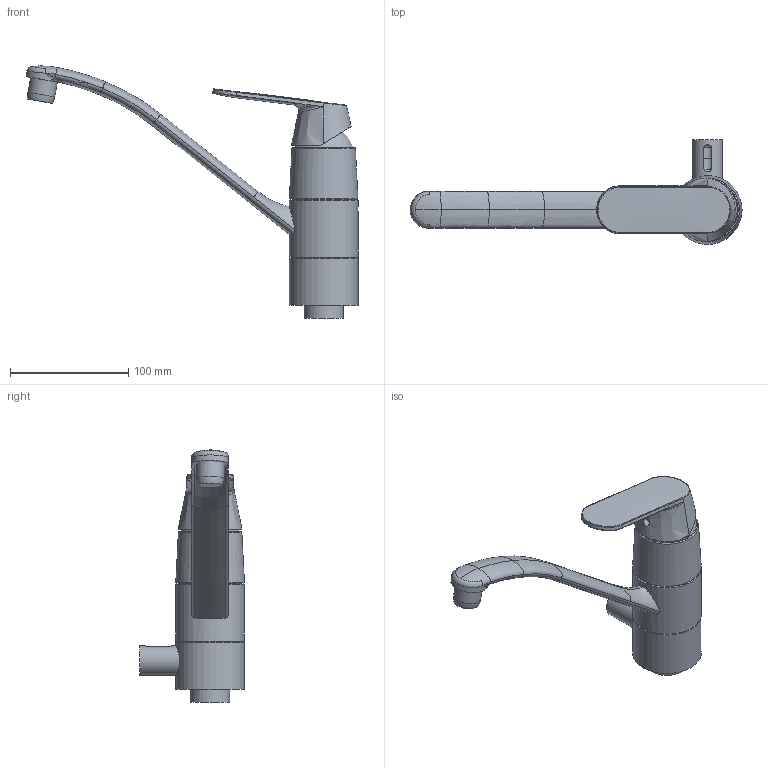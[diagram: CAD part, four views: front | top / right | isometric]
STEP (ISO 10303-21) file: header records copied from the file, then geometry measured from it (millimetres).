
FILE_DESCRIPTION(/* description */ ('Unknown'),/* implementation_level */ '2;1');
FILE_NAME(/* name */ '31161000',/* time_stamp */ '2022-09-09T18:30:46+02:00',/* author */ ('Unknown'),/* organization */ ('GROHE AG'),/* preprocessor_version */ 'ST-DEVELOPER v16.7',/* originating_system */ 'DEX',/* authorisation */ $);
FILE_SCHEMA (('TECHNICAL_DATA_PACKAGING','AUTOMOTIVE_DESIGN {1 0 10303 214 3 1 1}'));
Length unit declared in the file: millimetre
Products named in the file (4): 31161000; id51; 1
Assembly tree (3 placements, depth 2):
  31161000
    31161000
    id51
    1
Bounding box: 280.41 x 88.57 x 212.99 mm (x, y, z)
Volume: 0 mm3; surface area: 87222.6 mm2
Topology: 1 solids, 8 shells, 112 faces, 292 edges, 189 vertices
Faces by surface type: bspline 50, cylinder 21, plane 20, torus 17, cone 2, sphere 2
Full cylindrical faces by diameter (mm): 4 x2, 6.5 x1, 23 x1, 25 x1, 26 x1, 30.6 x1, 33 x1, 53 x1, 58 x3
Entity records: 13239 total; most frequent: CARTESIAN_POINT 10936, ORIENTED_EDGE 456, DIRECTION 327, EDGE_CURVE 260, VERTEX_POINT 184, AXIS2_PLACEMENT_3D 158, B_SPLINE_CURVE_WITH_KNOTS 151, EDGE_LOOP 150
